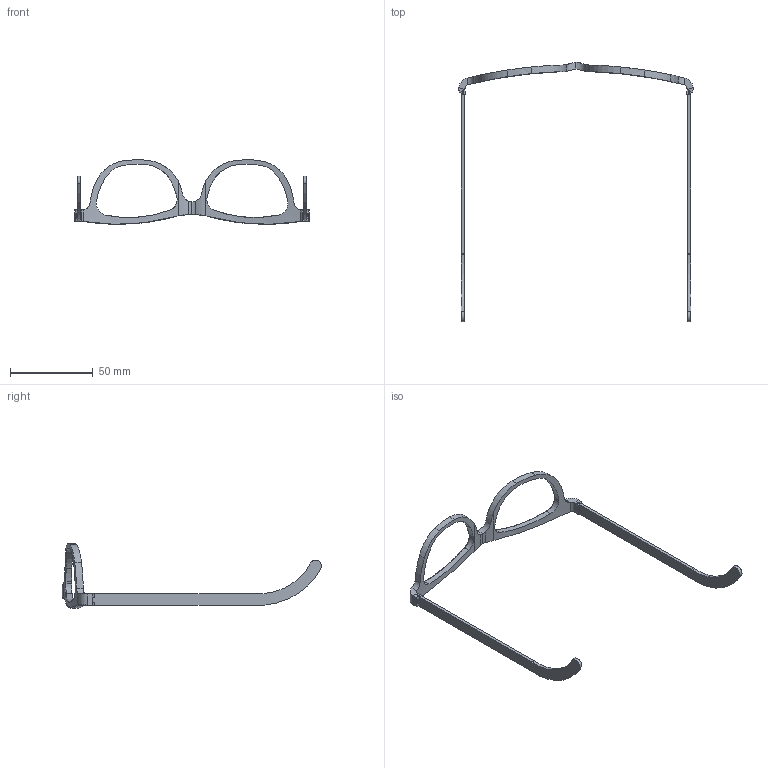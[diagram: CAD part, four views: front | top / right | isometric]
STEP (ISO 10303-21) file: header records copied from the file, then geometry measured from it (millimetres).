
FILE_DESCRIPTION (( 'STEP AP214' ), '1' );
FILE_NAME ('eye wear.STEP', '2025-01-14T16:29:09', ( '' ), ( '' ), 'SwSTEP 2.0', 'SolidWorks 2022', '' );
FILE_SCHEMA (( 'AUTOMOTIVE_DESIGN' ));
Length unit declared in the file: millimetre
Products named in the file (1): eye wear
Bounding box: 141.75 x 156.53 x 38.97 mm (x, y, z)
Volume: 9668.6 mm3; surface area: 10657.1 mm2
Topology: 3 solids, 3 shells, 142 faces, 371 edges, 233 vertices
Faces by surface type: cylinder 68, plane 48, bspline 24, torus 2
Entity records: 7102 total; most frequent: CARTESIAN_POINT 3309, ORIENTED_EDGE 742, DIRECTION 574, EDGE_CURVE 371, VERTEX_POINT 233, AXIS2_PLACEMENT_3D 198, VECTOR 178, LINE 178
